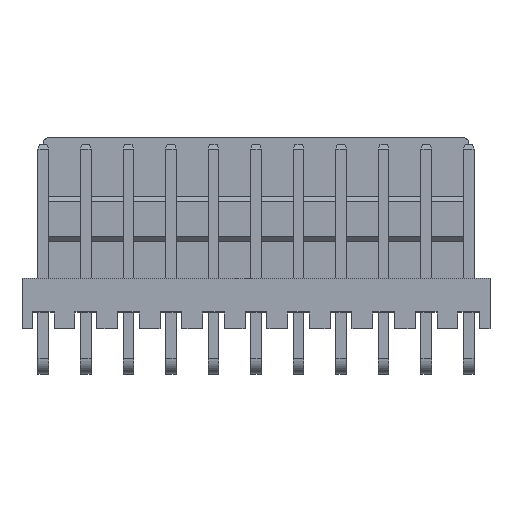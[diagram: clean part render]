
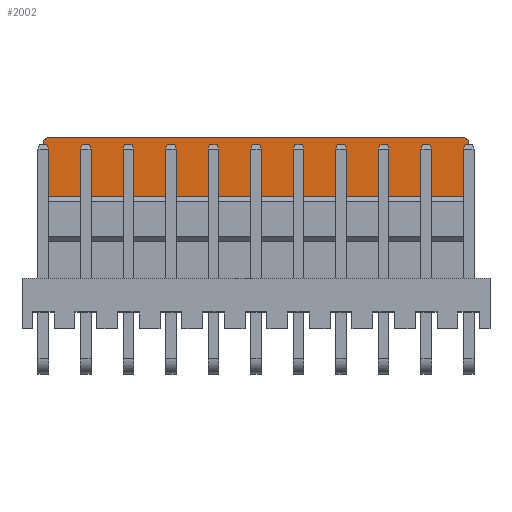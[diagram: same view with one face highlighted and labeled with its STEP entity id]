
A CAD part, top view. The second image highlights one B-rep face of the part: STEP entity #2002.
In plain terms, the highlighted planar face has unit normal (0, 0, 1).
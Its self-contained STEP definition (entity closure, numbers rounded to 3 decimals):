
#346 = VECTOR ( 'NONE', #3822, 1000. ) ;
#518 = CARTESIAN_POINT ( 'NONE',  ( 0.3, 13.48, 0.9 ) ) ;
#710 = LINE ( 'NONE', #1547, #346 ) ;
#760 = VERTEX_POINT ( 'NONE', #6553 ) ;
#776 = EDGE_CURVE ( 'NONE', #1673, #2801, #6411, .T. ) ;
#1203 = CARTESIAN_POINT ( 'NONE',  ( 25.4, 10.28, 0.9 ) ) ;
#1295 = FACE_OUTER_BOUND ( 'NONE', #6163, .T. ) ;
#1351 = DIRECTION ( 'NONE',  ( -1., 0., 0. ) ) ;
#1354 = AXIS2_PLACEMENT_3D ( 'NONE', #6691, #8853, #5932 ) ;
#1463 = EDGE_CURVE ( 'NONE', #2801, #760, #4127, .T. ) ;
#1547 = CARTESIAN_POINT ( 'NONE',  ( 25.4, 0., 0.9 ) ) ;
#1555 = LINE ( 'NONE', #8218, #3283 ) ;
#1673 = VERTEX_POINT ( 'NONE', #4368 ) ;
#1908 = LINE ( 'NONE', #7664, #9090 ) ;
#2002 = ADVANCED_FACE ( 'NONE', ( #1295 ), #5645, .T. ) ;
#2018 = CARTESIAN_POINT ( 'NONE',  ( 25.4, 10.28, 0.9 ) ) ;
#2236 = ORIENTED_EDGE ( 'NONE', *, *, #9058, .T. ) ;
#2528 = AXIS2_PLACEMENT_3D ( 'NONE', #1203, #4222, #3392 ) ;
#2538 = CIRCLE ( 'NONE', #1354, 0.3 ) ;
#2801 = VERTEX_POINT ( 'NONE', #6596 ) ;
#3283 = VECTOR ( 'NONE', #8291, 1000. ) ;
#3392 = DIRECTION ( 'NONE',  ( 0., -1., 0. ) ) ;
#3822 = DIRECTION ( 'NONE',  ( 0., 1., 0. ) ) ;
#4127 = LINE ( 'NONE', #8412, #5888 ) ;
#4222 = DIRECTION ( 'NONE',  ( 0., 0., 1. ) ) ;
#4256 = CARTESIAN_POINT ( 'NONE',  ( 0., 10.28, 0.9 ) ) ;
#4363 = EDGE_CURVE ( 'NONE', #5368, #8065, #710, .T. ) ;
#4368 = CARTESIAN_POINT ( 'NONE',  ( 0., 13.48, 0.9 ) ) ;
#4414 = ORIENTED_EDGE ( 'NONE', *, *, #4363, .T. ) ;
#4430 = ORIENTED_EDGE ( 'NONE', *, *, #5451, .F. ) ;
#5368 = VERTEX_POINT ( 'NONE', #2018 ) ;
#5431 = DIRECTION ( 'NONE',  ( 1., 0., 0. ) ) ;
#5451 = EDGE_CURVE ( 'NONE', #760, #8065, #2538, .T. ) ;
#5633 = CARTESIAN_POINT ( 'NONE',  ( 25.4, 13.48, 0.9 ) ) ;
#5645 = PLANE ( 'NONE',  #2528 ) ;
#5713 = DIRECTION ( 'NONE',  ( 0., 0., -1. ) ) ;
#5888 = VECTOR ( 'NONE', #5431, 1000. ) ;
#5932 = DIRECTION ( 'NONE',  ( 1., 0., 0. ) ) ;
#6059 = ORIENTED_EDGE ( 'NONE', *, *, #1463, .F. ) ;
#6122 = DIRECTION ( 'NONE',  ( 0., 1., 0. ) ) ;
#6163 = EDGE_LOOP ( 'NONE', ( #4430, #6059, #7262, #8798, #2236, #4414 ) ) ;
#6411 = CIRCLE ( 'NONE', #8103, 0.3 ) ;
#6553 = CARTESIAN_POINT ( 'NONE',  ( 25.1, 13.78, 0.9 ) ) ;
#6596 = CARTESIAN_POINT ( 'NONE',  ( 0.3, 13.78, 0.9 ) ) ;
#6691 = CARTESIAN_POINT ( 'NONE',  ( 25.1, 13.48, 0.9 ) ) ;
#7262 = ORIENTED_EDGE ( 'NONE', *, *, #776, .F. ) ;
#7341 = VERTEX_POINT ( 'NONE', #4256 ) ;
#7664 = CARTESIAN_POINT ( 'NONE',  ( 0., 0., 0.9 ) ) ;
#8065 = VERTEX_POINT ( 'NONE', #5633 ) ;
#8103 = AXIS2_PLACEMENT_3D ( 'NONE', #518, #5713, #1351 ) ;
#8218 = CARTESIAN_POINT ( 'NONE',  ( 25.4, 10.28, 0.9 ) ) ;
#8291 = DIRECTION ( 'NONE',  ( 1., 0., 0. ) ) ;
#8412 = CARTESIAN_POINT ( 'NONE',  ( 25.4, 13.78, 0.9 ) ) ;
#8528 = EDGE_CURVE ( 'NONE', #7341, #1673, #1908, .T. ) ;
#8798 = ORIENTED_EDGE ( 'NONE', *, *, #8528, .F. ) ;
#8853 = DIRECTION ( 'NONE',  ( 0., 0., -1. ) ) ;
#9058 = EDGE_CURVE ( 'NONE', #7341, #5368, #1555, .T. ) ;
#9090 = VECTOR ( 'NONE', #6122, 1000. ) ;
